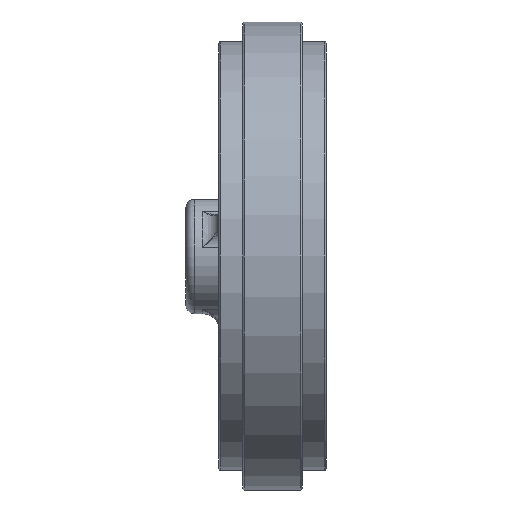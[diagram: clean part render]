
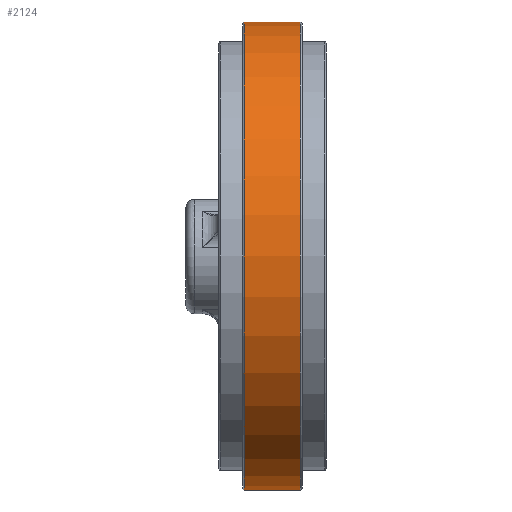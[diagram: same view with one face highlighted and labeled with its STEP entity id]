
A CAD part, left-side view. The second image highlights one B-rep face of the part: STEP entity #2124.
In plain terms, the highlighted cylindrical face has radius 14.2 mm (diameter 28.4 mm), a partial arc.
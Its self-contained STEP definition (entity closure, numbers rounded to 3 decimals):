
#4 = EDGE_CURVE ( 'NONE', #4183, #4167, #4115, .T. ) ;
#5 = EDGE_CURVE ( 'NONE', #4160, #4200, #4108, .T. ) ;
#118 = EDGE_CURVE ( 'NONE', #4200, #4183, #2031, .T. ) ;
#120 = EDGE_CURVE ( 'NONE', #4160, #4167, #2147, .T. ) ;
#322 = CARTESIAN_POINT ( 'NONE',  ( 0., 4.95, 14.2 ) ) ;
#339 = CARTESIAN_POINT ( 'NONE',  ( 0., 1.55, 14.2 ) ) ;
#565 = AXIS2_PLACEMENT_3D ( 'NONE', #3251, #3250, #3247 ) ;
#949 = ORIENTED_EDGE ( 'NONE', *, *, #5, .T. ) ;
#950 = ORIENTED_EDGE ( 'NONE', *, *, #118, .T. ) ;
#953 = ORIENTED_EDGE ( 'NONE', *, *, #120, .F. ) ;
#966 = ORIENTED_EDGE ( 'NONE', *, *, #4, .T. ) ;
#1409 = CARTESIAN_POINT ( 'NONE',  ( 0., 1.55, -14.2 ) ) ;
#1416 = CARTESIAN_POINT ( 'NONE',  ( 0., 4.95, -14.2 ) ) ;
#2031 = LINE ( 'NONE', #2449, #2094 ) ;
#2094 = VECTOR ( 'NONE', #2445, 1000. ) ;
#2097 = VECTOR ( 'NONE', #2441, 1000. ) ;
#2124 = ADVANCED_FACE ( 'NONE', ( #2688 ), #2573, .T. ) ;
#2147 = LINE ( 'NONE', #2453, #2097 ) ;
#2441 = DIRECTION ( 'NONE',  ( 0., 1., 0. ) ) ;
#2445 = DIRECTION ( 'NONE',  ( 0., 1., 0. ) ) ;
#2449 = CARTESIAN_POINT ( 'NONE',  ( 0., 1.45, 14.2 ) ) ;
#2453 = CARTESIAN_POINT ( 'NONE',  ( 0., 1.45, -14.2 ) ) ;
#2573 = CYLINDRICAL_SURFACE ( 'NONE', #565, 14.2 ) ;
#2688 = FACE_OUTER_BOUND ( 'NONE', #4097, .T. ) ;
#3247 = DIRECTION ( 'NONE',  ( 0., 0., 1. ) ) ;
#3250 = DIRECTION ( 'NONE',  ( 0., 1., 0. ) ) ;
#3251 = CARTESIAN_POINT ( 'NONE',  ( 0., 1.45, 0. ) ) ;
#3583 = AXIS2_PLACEMENT_3D ( 'NONE', #3892, #3871, #3897 ) ;
#3585 = AXIS2_PLACEMENT_3D ( 'NONE', #3869, #3887, #3870 ) ;
#3869 = CARTESIAN_POINT ( 'NONE',  ( 0., 4.95, 0. ) ) ;
#3870 = DIRECTION ( 'NONE',  ( 0., 0., 1. ) ) ;
#3871 = DIRECTION ( 'NONE',  ( 0., 1., 0. ) ) ;
#3887 = DIRECTION ( 'NONE',  ( 0., -1., 0. ) ) ;
#3892 = CARTESIAN_POINT ( 'NONE',  ( 0., 1.55, 0. ) ) ;
#3897 = DIRECTION ( 'NONE',  ( 0., 0., 1. ) ) ;
#4097 = EDGE_LOOP ( 'NONE', ( #953, #949, #950, #966 ) ) ;
#4108 = CIRCLE ( 'NONE', #3583, 14.2 ) ;
#4115 = CIRCLE ( 'NONE', #3585, 14.2 ) ;
#4160 = VERTEX_POINT ( 'NONE', #1409 ) ;
#4167 = VERTEX_POINT ( 'NONE', #1416 ) ;
#4183 = VERTEX_POINT ( 'NONE', #322 ) ;
#4200 = VERTEX_POINT ( 'NONE', #339 ) ;
